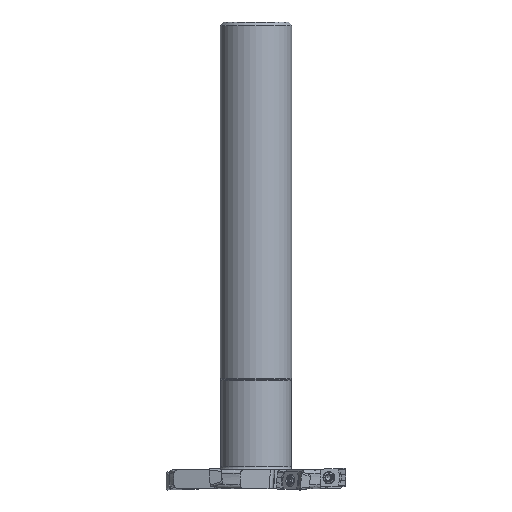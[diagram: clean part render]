
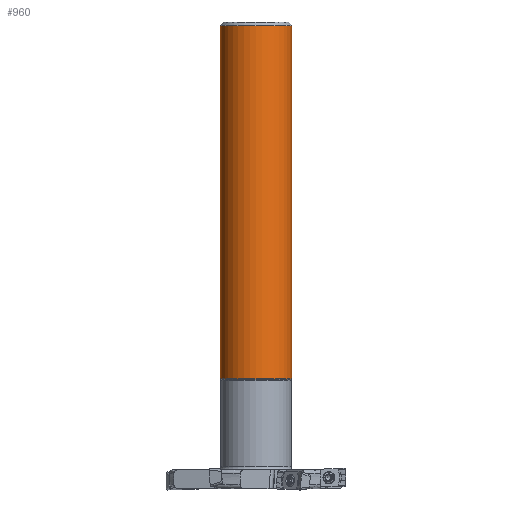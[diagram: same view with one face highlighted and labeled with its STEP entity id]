
A CAD part, front view. The second image highlights one B-rep face of the part: STEP entity #960.
In plain terms, the highlighted cylindrical face has radius 9.995 mm (diameter 19.989 mm), a full revolution.
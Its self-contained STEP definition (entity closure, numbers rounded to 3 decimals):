
#602=CYLINDRICAL_SURFACE('',#6656,9.995);
#960=ADVANCED_FACE('CU_SU1',(#2444,#2445),#602,.T.);
#2444=FACE_BOUND('',#2591,.T.);
#2445=FACE_BOUND('',#2592,.T.);
#2591=EDGE_LOOP('',(#3176));
#2592=EDGE_LOOP('',(#3177));
#3176=ORIENTED_EDGE('',*,*,#5560,.F.);
#3177=ORIENTED_EDGE('',*,*,#5564,.T.);
#4928=VERTEX_POINT('',#9620);
#4932=VERTEX_POINT('',#9632);
#5560=EDGE_CURVE('',#4928,#4928,#6344,.T.);
#5564=EDGE_CURVE('',#4932,#4932,#6348,.T.);
#6344=CIRCLE('',#6646,9.995);
#6348=CIRCLE('',#6654,9.995);
#6646=AXIS2_PLACEMENT_3D('',#9619,#7447,#7448);
#6654=AXIS2_PLACEMENT_3D('',#9631,#7463,#7464);
#6656=AXIS2_PLACEMENT_3D('',#9634,#7467,#7468);
#7447=DIRECTION('',(0.,0.,-1.));
#7448=DIRECTION('',(-1.,0.,0.));
#7463=DIRECTION('',(0.,0.,-1.));
#7464=DIRECTION('',(-1.,0.,0.));
#7467=DIRECTION('',(0.,0.,-1.));
#7468=DIRECTION('',(-1.,0.,0.));
#9619=CARTESIAN_POINT('',(0.,0.,-99.1));
#9620=CARTESIAN_POINT('',(-9.995,0.,-99.1));
#9631=CARTESIAN_POINT('',(0.,0.,-1.));
#9632=CARTESIAN_POINT('',(-9.995,0.,-1.));
#9634=CARTESIAN_POINT('',(0.,0.,20.908));
